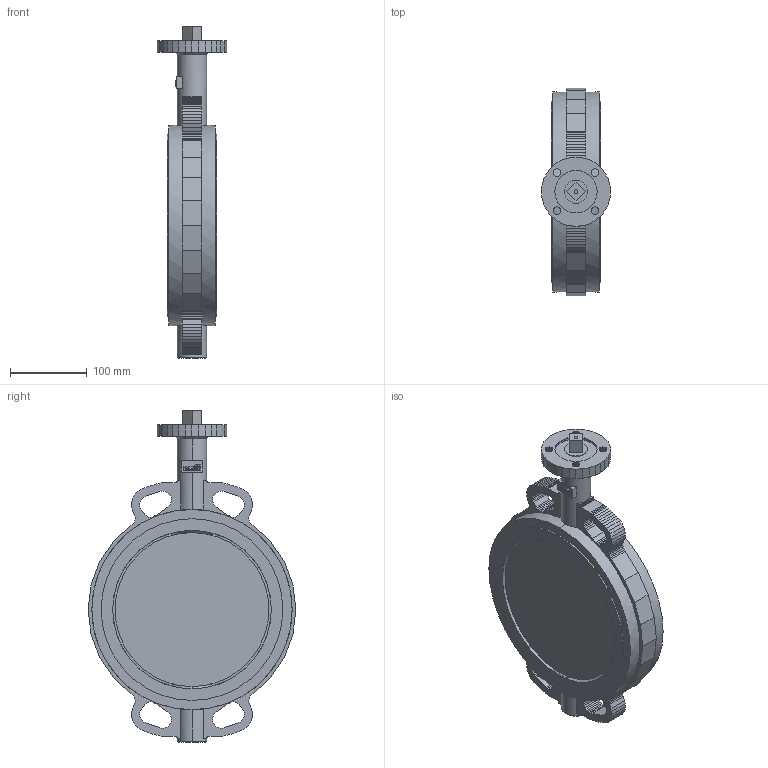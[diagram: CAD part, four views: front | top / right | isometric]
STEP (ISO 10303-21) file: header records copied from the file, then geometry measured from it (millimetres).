
FILE_DESCRIPTION(('no description'),'unknown implementation level');
FILE_NAME('Belimo_D6200N_3D.stp',' ',('pit-cup GmbH'),('CADClick - KiM GmbH - www.kimweb.de'),'unknown preprocess','ACIS','unknown authorization');
FILE_SCHEMA(('automotive_design'));
Length unit declared in the file: millimetre
Products named in the file (3): 1; 2; 3
Bounding box: 90 x 270 x 431.2 mm (x, y, z)
Volume: 2246931.9 mm3; surface area: 390189.4 mm2
Topology: 3 solids, 3 shells, 730 faces, 2064 edges, 1368 vertices
Faces by surface type: plane 635, cylinder 83, cone 12
Entity records: 46893 total; most frequent: CARTESIAN_POINT 4725, STYLED_ITEM 4165, PRESENTATION_STYLE_ASSIGNMENT 4165, COLOUR_RGB 4165, ORIENTED_EDGE 4128, DIRECTION 3703, EDGE_CURVE 2064, CURVE_STYLE 2064
